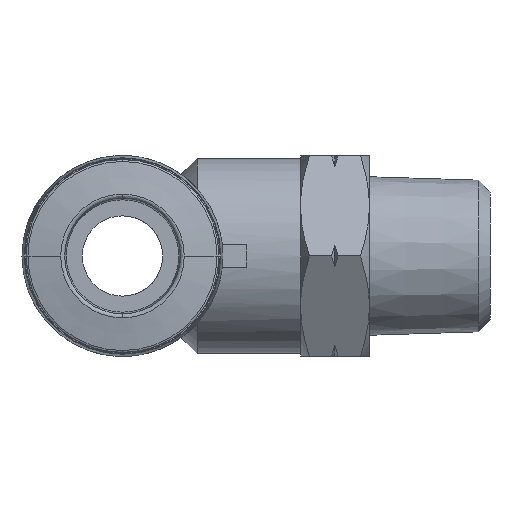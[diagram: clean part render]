
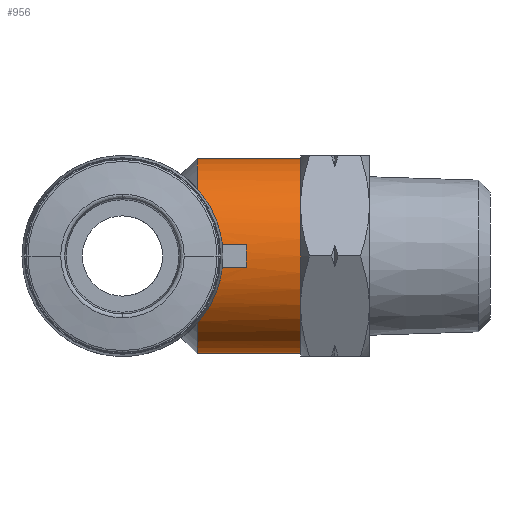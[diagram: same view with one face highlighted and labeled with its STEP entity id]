
A CAD part, left-side view. The second image highlights one B-rep face of the part: STEP entity #956.
In plain terms, the highlighted cylindrical face has radius 8.5 mm (diameter 17 mm), a partial arc.
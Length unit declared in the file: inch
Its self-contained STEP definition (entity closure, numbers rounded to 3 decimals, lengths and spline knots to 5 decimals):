
#130 = CARTESIAN_POINT ( 'NONE',  ( -0.31496, 0.28484, -0.11308 ) ) ;
#230 = VERTEX_POINT ( 'NONE', #3516 ) ;
#261 = CARTESIAN_POINT ( 'NONE',  ( -0.31019, 0.29451, 0.12637 ) ) ;
#310 = VERTEX_POINT ( 'NONE', #3094 ) ;
#314 = VERTEX_POINT ( 'NONE', #2959 ) ;
#320 = VERTEX_POINT ( 'NONE', #1741 ) ;
#321 = VERTEX_POINT ( 'NONE', #2921 ) ;
#323 = VECTOR ( 'NONE', #1620, 39.37008 ) ;
#341 = DIRECTION ( 'NONE',  ( 0., 0., -1. ) ) ;
#388 = CARTESIAN_POINT ( 'NONE',  ( -0.33232, 0.26801, 0.03937 ) ) ;
#440 = DIRECTION ( 'NONE',  ( 0., -1., 0. ) ) ;
#472 =( BOUNDED_CURVE ( )  B_SPLINE_CURVE ( 3, ( #3515, #4419, #3536, #931 ),
 .UNSPECIFIED., .F., .F. ) 
 B_SPLINE_CURVE_WITH_KNOTS ( ( 4, 4 ),
 ( 3.02367, 3.25951 ),
 .UNSPECIFIED. ) 
 CURVE ( )  GEOMETRIC_REPRESENTATION_ITEM ( )  RATIONAL_B_SPLINE_CURVE ( ( 1., 0.995, 0.995, 1. ) ) 
 REPRESENTATION_ITEM ( '' )  );
#504 = B_SPLINE_CURVE_WITH_KNOTS ( 'NONE', 3,
 ( #3060, #4810, #1761, #4854, #2208, #5283 ),
 .UNSPECIFIED., .F., .F.,
 ( 4, 2, 4 ),
 ( 0., 0.00128, 0.00257 ),
 .UNSPECIFIED. ) ;
#520 = CARTESIAN_POINT ( 'NONE',  ( 0., 0., 0.33465 ) ) ;
#531 = LINE ( 'NONE', #3195, #5252 ) ;
#540 = AXIS2_PLACEMENT_3D ( 'NONE', #4027, #1430, #4491 ) ;
#555 = ORIENTED_EDGE ( 'NONE', *, *, #4978, .T. ) ;
#607 = EDGE_CURVE ( 'NONE', #4243, #3813, #531, .T. ) ;
#691 = DIRECTION ( 'NONE',  ( 0., -1., 0. ) ) ;
#888 = DIRECTION ( 'NONE',  ( 0., -1., 0. ) ) ;
#931 = CARTESIAN_POINT ( 'NONE',  ( -0.33232, 0.18468, -0.03937 ) ) ;
#956 = ADVANCED_FACE ( 'NONE', ( #4114 ), #2829, .T. ) ;
#1062 = ORIENTED_EDGE ( 'NONE', *, *, #4143, .T. ) ;
#1066 = VERTEX_POINT ( 'NONE', #3593 ) ;
#1324 = EDGE_CURVE ( 'NONE', #320, #314, #5045, .T. ) ;
#1430 = DIRECTION ( 'NONE',  ( 0., -1., 0. ) ) ;
#1478 = VECTOR ( 'NONE', #5415, 39.37008 ) ;
#1482 = VERTEX_POINT ( 'NONE', #5582 ) ;
#1604 = B_SPLINE_CURVE_WITH_KNOTS ( 'NONE', 3,
 ( #1689, #4317, #2994, #388 ),
 .UNSPECIFIED., .F., .F.,
 ( 4, 4 ),
 ( 0., 0.00197 ),
 .UNSPECIFIED. ) ;
#1614 = CARTESIAN_POINT ( 'NONE',  ( 0., 0.17717, 0.33465 ) ) ;
#1620 = DIRECTION ( 'NONE',  ( 0., 1., 0. ) ) ;
#1689 = CARTESIAN_POINT ( 'NONE',  ( -0.31496, 0.28484, 0.11308 ) ) ;
#1741 = CARTESIAN_POINT ( 'NONE',  ( -0.33232, 0.18468, -0.03937 ) ) ;
#1747 = ORIENTED_EDGE ( 'NONE', *, *, #5341, .T. ) ;
#1761 = CARTESIAN_POINT ( 'NONE',  ( -0.30498, 0.30528, -0.13829 ) ) ;
#1775 = CARTESIAN_POINT ( 'NONE',  ( -0.31496, 0.28484, 0.11308 ) ) ;
#1861 = EDGE_LOOP ( 'NONE', ( #4235, #4118, #555, #4496, #1062, #3975, #4996, #1747, #4454, #3655, #2351, #5012 ) ) ;
#1870 = EDGE_CURVE ( 'NONE', #2030, #1482, #1604, .T. ) ;
#1907 = CARTESIAN_POINT ( 'NONE',  ( -0.33232, 0.17717, 0.03937 ) ) ;
#1917 = EDGE_CURVE ( 'NONE', #1066, #4243, #5449, .T. ) ;
#1995 = CARTESIAN_POINT ( 'NONE',  ( -0.28276, 0.35433, 0.17898 ) ) ;
#2019 = DIRECTION ( 'NONE',  ( 0., -1., 0. ) ) ;
#2030 = VERTEX_POINT ( 'NONE', #1775 ) ;
#2031 = LINE ( 'NONE', #1614, #4225 ) ;
#2091 = CARTESIAN_POINT ( 'NONE',  ( 0., 0.17717, 0. ) ) ;
#2124 = AXIS2_PLACEMENT_3D ( 'NONE', #3050, #440, #3482 ) ;
#2208 = CARTESIAN_POINT ( 'NONE',  ( -0.28847, 0.34105, -0.16996 ) ) ;
#2351 = ORIENTED_EDGE ( 'NONE', *, *, #607, .T. ) ;
#2434 = B_SPLINE_CURVE_WITH_KNOTS ( 'NONE', 3,
 ( #4019, #4482, #2718, #130 ),
 .UNSPECIFIED., .F., .F.,
 ( 4, 4 ),
 ( 0., 0.00197 ),
 .UNSPECIFIED. ) ;
#2697 = AXIS2_PLACEMENT_3D ( 'NONE', #2091, #691, #341 ) ;
#2718 = CARTESIAN_POINT ( 'NONE',  ( -0.32336, 0.27671, -0.0897 ) ) ;
#2781 = EDGE_CURVE ( 'NONE', #310, #1066, #504, .T. ) ;
#2792 = B_SPLINE_CURVE_WITH_KNOTS ( 'NONE', 3,
 ( #1995, #4625, #5496, #2858, #261, #3286 ),
 .UNSPECIFIED., .F., .F.,
 ( 4, 2, 4 ),
 ( 0., 0.00128, 0.00257 ),
 .UNSPECIFIED. ) ;
#2806 = CARTESIAN_POINT ( 'NONE',  ( 0., 0.35433, -0.33465 ) ) ;
#2829 = CYLINDRICAL_SURFACE ( 'NONE', #2697, 0.33465 ) ;
#2853 = CIRCLE ( 'NONE', #2124, 0.33465 ) ;
#2855 = EDGE_CURVE ( 'NONE', #321, #320, #472, .T. ) ;
#2858 = CARTESIAN_POINT ( 'NONE',  ( -0.30498, 0.30528, 0.13829 ) ) ;
#2860 = AXIS2_PLACEMENT_3D ( 'NONE', #3488, #888, #3930 ) ;
#2921 = CARTESIAN_POINT ( 'NONE',  ( -0.33232, 0.18468, 0.03937 ) ) ;
#2922 = CARTESIAN_POINT ( 'NONE',  ( 0., 0., -0.33465 ) ) ;
#2959 = CARTESIAN_POINT ( 'NONE',  ( -0.33232, 0.26801, -0.03937 ) ) ;
#2994 = CARTESIAN_POINT ( 'NONE',  ( -0.32926, 0.27098, 0.06519 ) ) ;
#3050 = CARTESIAN_POINT ( 'NONE',  ( 0., 0.35433, 0. ) ) ;
#3060 = CARTESIAN_POINT ( 'NONE',  ( -0.31496, 0.28484, -0.11308 ) ) ;
#3094 = CARTESIAN_POINT ( 'NONE',  ( -0.31496, 0.28484, -0.11308 ) ) ;
#3105 = DIRECTION ( 'NONE',  ( 0., -1., 0. ) ) ;
#3195 = CARTESIAN_POINT ( 'NONE',  ( 0., 0.17717, -0.33465 ) ) ;
#3286 = CARTESIAN_POINT ( 'NONE',  ( -0.31496, 0.28484, 0.11308 ) ) ;
#3328 = EDGE_CURVE ( 'NONE', #4680, #230, #2853, .T. ) ;
#3482 = DIRECTION ( 'NONE',  ( 0., 0., -1. ) ) ;
#3488 = CARTESIAN_POINT ( 'NONE',  ( 0., 0.35433, 0. ) ) ;
#3515 = CARTESIAN_POINT ( 'NONE',  ( -0.33232, 0.18468, 0.03937 ) ) ;
#3516 = CARTESIAN_POINT ( 'NONE',  ( -0.28276, 0.35433, 0.17898 ) ) ;
#3536 = CARTESIAN_POINT ( 'NONE',  ( -0.33542, 0.18779, -0.01318 ) ) ;
#3593 = CARTESIAN_POINT ( 'NONE',  ( -0.28276, 0.35433, -0.17898 ) ) ;
#3654 = LINE ( 'NONE', #1907, #1478 ) ;
#3655 = ORIENTED_EDGE ( 'NONE', *, *, #1917, .T. ) ;
#3736 = EDGE_CURVE ( 'NONE', #4680, #5306, #2031, .T. ) ;
#3813 = VERTEX_POINT ( 'NONE', #2922 ) ;
#3930 = DIRECTION ( 'NONE',  ( 0., 0., -1. ) ) ;
#3975 = ORIENTED_EDGE ( 'NONE', *, *, #2855, .T. ) ;
#4019 = CARTESIAN_POINT ( 'NONE',  ( -0.33232, 0.26801, -0.03937 ) ) ;
#4027 = CARTESIAN_POINT ( 'NONE',  ( 0., 0., 0. ) ) ;
#4114 = FACE_OUTER_BOUND ( 'NONE', #1861, .T. ) ;
#4118 = ORIENTED_EDGE ( 'NONE', *, *, #3328, .T. ) ;
#4143 = EDGE_CURVE ( 'NONE', #1482, #321, #3654, .T. ) ;
#4225 = VECTOR ( 'NONE', #2019, 39.37008 ) ;
#4235 = ORIENTED_EDGE ( 'NONE', *, *, #3736, .F. ) ;
#4243 = VERTEX_POINT ( 'NONE', #2806 ) ;
#4317 = CARTESIAN_POINT ( 'NONE',  ( -0.32336, 0.27671, 0.0897 ) ) ;
#4419 = CARTESIAN_POINT ( 'NONE',  ( -0.33542, 0.18779, 0.01318 ) ) ;
#4454 = ORIENTED_EDGE ( 'NONE', *, *, #2781, .T. ) ;
#4482 = CARTESIAN_POINT ( 'NONE',  ( -0.32926, 0.27098, -0.06519 ) ) ;
#4491 = DIRECTION ( 'NONE',  ( 0., 0., -1. ) ) ;
#4496 = ORIENTED_EDGE ( 'NONE', *, *, #1870, .T. ) ;
#4582 = CIRCLE ( 'NONE', #540, 0.33465 ) ;
#4625 = CARTESIAN_POINT ( 'NONE',  ( -0.28847, 0.34105, 0.16996 ) ) ;
#4680 = VERTEX_POINT ( 'NONE', #5242 ) ;
#4810 = CARTESIAN_POINT ( 'NONE',  ( -0.31019, 0.29451, -0.12637 ) ) ;
#4854 = CARTESIAN_POINT ( 'NONE',  ( -0.29412, 0.32855, -0.16008 ) ) ;
#4978 = EDGE_CURVE ( 'NONE', #230, #2030, #2792, .T. ) ;
#4996 = ORIENTED_EDGE ( 'NONE', *, *, #1324, .T. ) ;
#5012 = ORIENTED_EDGE ( 'NONE', *, *, #5492, .F. ) ;
#5045 = LINE ( 'NONE', #5138, #323 ) ;
#5138 = CARTESIAN_POINT ( 'NONE',  ( -0.33232, 0.17717, -0.03937 ) ) ;
#5242 = CARTESIAN_POINT ( 'NONE',  ( 0., 0.35433, 0.33465 ) ) ;
#5252 = VECTOR ( 'NONE', #3105, 39.37008 ) ;
#5283 = CARTESIAN_POINT ( 'NONE',  ( -0.28276, 0.35433, -0.17898 ) ) ;
#5306 = VERTEX_POINT ( 'NONE', #520 ) ;
#5341 = EDGE_CURVE ( 'NONE', #314, #310, #2434, .T. ) ;
#5415 = DIRECTION ( 'NONE',  ( 0., -1., 0. ) ) ;
#5449 = CIRCLE ( 'NONE', #2860, 0.33465 ) ;
#5492 = EDGE_CURVE ( 'NONE', #5306, #3813, #4582, .T. ) ;
#5496 = CARTESIAN_POINT ( 'NONE',  ( -0.29412, 0.32855, 0.16008 ) ) ;
#5582 = CARTESIAN_POINT ( 'NONE',  ( -0.33232, 0.26801, 0.03937 ) ) ;
